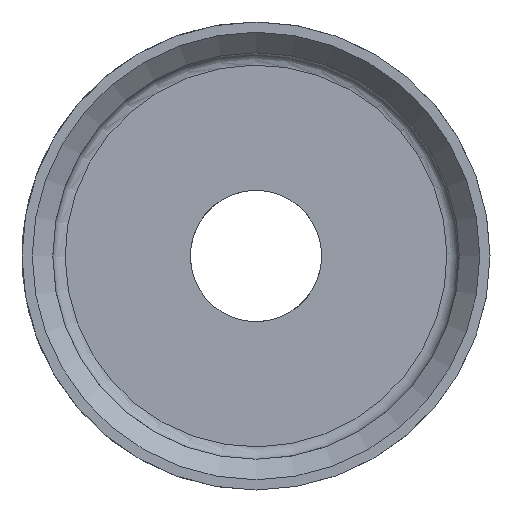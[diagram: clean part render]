
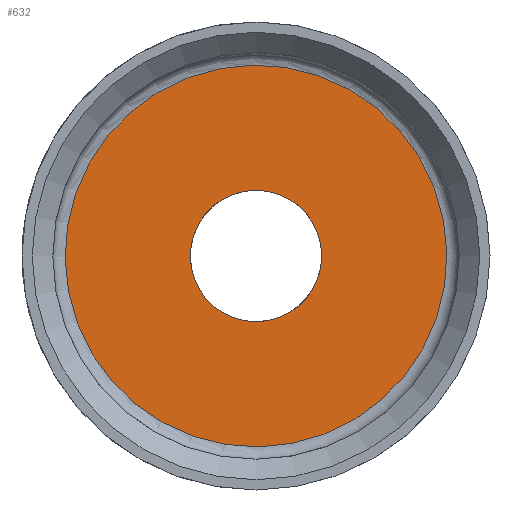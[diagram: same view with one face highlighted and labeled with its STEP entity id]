
A CAD part, left-side view. The second image highlights one B-rep face of the part: STEP entity #632.
In plain terms, the highlighted planar face has unit normal (-1, 0, 0).
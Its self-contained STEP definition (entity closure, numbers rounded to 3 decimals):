
#22=FACE_BOUND('',#116,.T.);
#32=PLANE('',#710);
#71=FACE_OUTER_BOUND('',#115,.T.);
#115=EDGE_LOOP('',(#453));
#116=EDGE_LOOP('',(#454));
#230=CIRCLE('',#706,4.65);
#234=CIRCLE('',#711,1.6);
#285=VERTEX_POINT('',#1044);
#288=VERTEX_POINT('',#1052);
#347=EDGE_CURVE('',#285,#285,#230,.T.);
#351=EDGE_CURVE('',#288,#288,#234,.T.);
#453=ORIENTED_EDGE('',*,*,#347,.F.);
#454=ORIENTED_EDGE('',*,*,#351,.T.);
#632=ADVANCED_FACE('',(#71,#22),#32,.T.);
#706=AXIS2_PLACEMENT_3D('',#1045,#819,#820);
#710=AXIS2_PLACEMENT_3D('',#1051,#827,#828);
#711=AXIS2_PLACEMENT_3D('',#1053,#829,#830);
#819=DIRECTION('center_axis',(1.,0.,0.));
#820=DIRECTION('ref_axis',(0.,0.,1.));
#827=DIRECTION('center_axis',(-1.,0.,0.));
#828=DIRECTION('ref_axis',(0.,0.,1.));
#829=DIRECTION('center_axis',(1.,0.,0.));
#830=DIRECTION('ref_axis',(0.,-1.,0.));
#1044=CARTESIAN_POINT('',(-2.,-0.07,-4.649));
#1045=CARTESIAN_POINT('Origin',(-2.,0.,0.));
#1051=CARTESIAN_POINT('Origin',(-2.,0.,0.));
#1052=CARTESIAN_POINT('',(-2.,1.6,0.));
#1053=CARTESIAN_POINT('Origin',(-2.,0.,0.));
